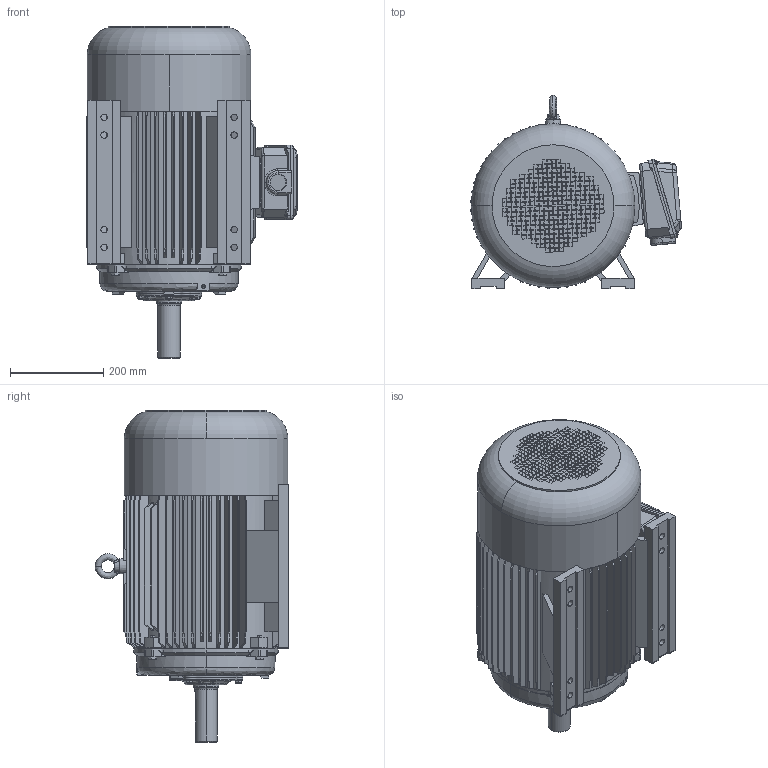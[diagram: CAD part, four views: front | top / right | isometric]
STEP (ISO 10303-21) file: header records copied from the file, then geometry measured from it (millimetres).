
FILE_DESCRIPTION (( 'STEP AP214' ), '1' );
FILE_NAME ('PEWWE-286T-4,6,8.STEP', '2018-07-17T22:19:22', ( '' ), ( '' ), 'SwSTEP 2.0', 'SolidWorks 2017', '' );
FILE_SCHEMA (( 'AUTOMOTIVE_DESIGN' ));
Length unit declared in the file: inch
Products named in the file (1): PEWWE-286T-4,6,8
Bounding box: 453.22 x 415.9 x 713.74 mm (x, y, z)
Volume: 25186726.1 mm3; surface area: 2318617.1 mm2
Topology: 20 solids, 21 shells, 4371 faces, 11950 edges, 7960 vertices
Faces by surface type: plane 2170, cylinder 1992, bspline 121, cone 84, torus 4
Entity records: 148318 total; most frequent: CARTESIAN_POINT 35224, ORIENTED_EDGE 23854, DIRECTION 23749, EDGE_CURVE 11927, AXIS2_PLACEMENT_3D 8326, VERTEX_POINT 7960, VECTOR 7097, LINE 7097
